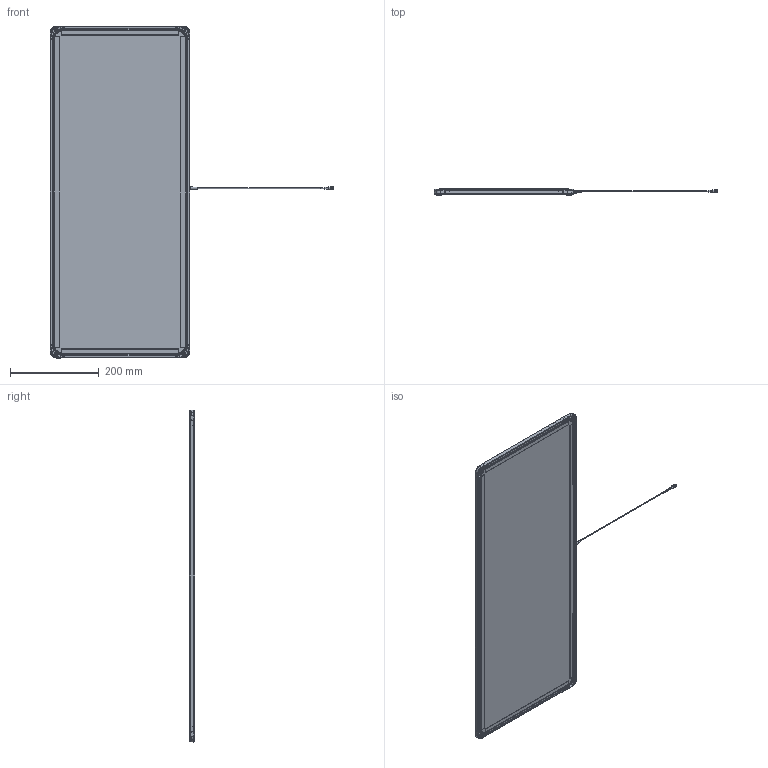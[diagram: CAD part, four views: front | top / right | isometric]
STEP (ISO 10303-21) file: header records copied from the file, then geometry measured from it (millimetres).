
FILE_DESCRIPTION (( 'STEP AP214' ), '1' );
FILE_NAME ('A6034 Antenna 19-5-25.STEP', '2025-05-18T23:09:51', ( '' ), ( '' ), 'SwSTEP 2.0', 'SolidWorks 2019', '' );
FILE_SCHEMA (( 'AUTOMOTIVE_DESIGN' ));
Length unit declared in the file: millimetre
Products named in the file (11): 71032-CM Screw, M3 x 6 Pt Csk Pozi Zp 22-5-19_M3 x 6; 71042-CM Plastic Screw Cap, A6031 A6032 A6034 A6034S A4030C A4030L 30-8-23; A6034 Antenna 19-5-25; 71759-CM Label, Times-7 Logo for Radomes 7-9-23; A6034 Antenna Panel & Radome (Dumb) 22-5-19_A6034; 71021-CM Plastic Corner End Cap, A6031 A6032 A6034 A6034S A4030C A4030L 30-8-23; 71373-CM A6034 Extruded Edge F 22-5-19_71013; 71375-CM A6034 Extruded Edge H 22-5-19_71015; 70906-CM (Dumb For A6031, A6032, A6034) Cable Assy, 350mm, RG316, SMA-F 22-5-19; 71240-CM Grommet Sleeve 16-10-24; 71374-CM A6034 Extruded Edge G 22-5-19_71014
Assembly tree (24 placements, depth 2):
  A6034 Antenna 19-5-25
    A6034 Antenna Panel & Radome (Dumb) 22-5-19_A6034
    71374-CM A6034 Extruded Edge G 22-5-19_71014
    71021-CM Plastic Corner End Cap, A6031 A6032 A6034 A6034S A4030C A4030L 30-8-23  x4
    71373-CM A6034 Extruded Edge F 22-5-19_71013  x2
    71375-CM A6034 Extruded Edge H 22-5-19_71015
    71240-CM Grommet Sleeve 16-10-24
    71032-CM Screw, M3 x 6 Pt Csk Pozi Zp 22-5-19_M3 x 6  x8
    70906-CM (Dumb For A6031, A6032, A6034) Cable Assy, 350mm, RG316, SMA-F 22-5-19
    71042-CM Plastic Screw Cap, A6031 A6032 A6034 A6034S A4030C A4030L 30-8-23  x4
    71759-CM Label, Times-7 Logo for Radomes 7-9-23
Bounding box: 637.47 x 12.5 x 746.49 mm (x, y, z)
Volume: 1935166.3 mm3; surface area: 642552 mm2
Topology: 24 solids, 24 shells, 2568 faces, 6230 edges, 3629 vertices
Faces by surface type: cylinder 728, plane 648, bspline 534, torus 240, cone 230, sphere 188
Entity records: 33228 total; most frequent: CARTESIAN_POINT 10334, ORIENTED_EDGE 4578, DIRECTION 4228, EDGE_CURVE 2289, AXIS2_PLACEMENT_3D 1621, VERTEX_POINT 1414, LINE 986, VECTOR 986
